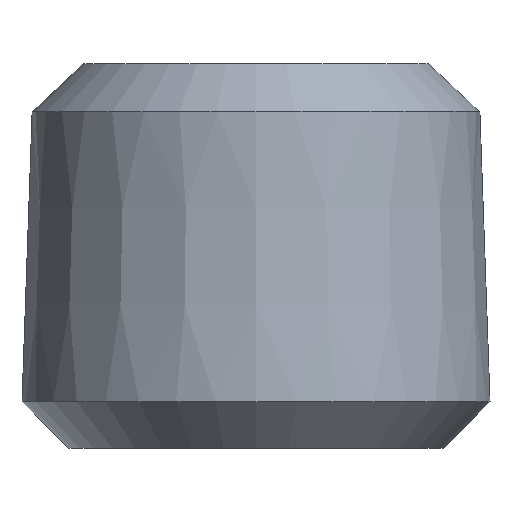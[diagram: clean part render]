
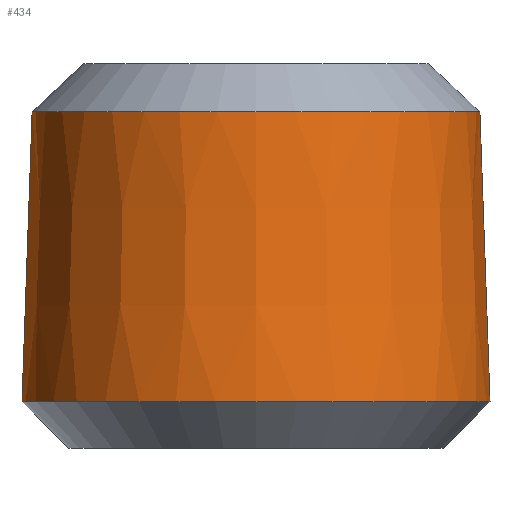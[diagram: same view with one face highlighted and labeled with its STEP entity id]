
A CAD part, front view. The second image highlights one B-rep face of the part: STEP entity #434.
In plain terms, the highlighted conical face has half-angle 2 degrees and reference radius 4.9 mm.
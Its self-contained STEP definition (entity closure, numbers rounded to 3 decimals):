
#18 = DIRECTION ( 'NONE',  ( 0., 0., 1. ) ) ;
#57 = CARTESIAN_POINT ( 'NONE',  ( -4.9, 0., 0. ) ) ;
#63 = VERTEX_POINT ( 'NONE', #265 ) ;
#84 = VERTEX_POINT ( 'NONE', #356 ) ;
#96 = CIRCLE ( 'NONE', #485, 4.866 ) ;
#116 = VERTEX_POINT ( 'NONE', #591 ) ;
#146 = DIRECTION ( 'NONE',  ( 0., 0., -1. ) ) ;
#168 = VECTOR ( 'NONE', #319, 1000. ) ;
#176 = ORIENTED_EDGE ( 'NONE', *, *, #313, .T. ) ;
#211 = EDGE_CURVE ( 'NONE', #84, #63, #269, .T. ) ;
#213 = LINE ( 'NONE', #237, #168 ) ;
#236 = CARTESIAN_POINT ( 'NONE',  ( 0., 0., 7.001 ) ) ;
#237 = CARTESIAN_POINT ( 'NONE',  ( 4.9, 0., 0. ) ) ;
#242 = CONICAL_SURFACE ( 'NONE', #482, 4.9, 0.035 ) ;
#243 = EDGE_LOOP ( 'NONE', ( #296, #358, #176, #463 ) ) ;
#246 = CARTESIAN_POINT ( 'NONE',  ( 4.656, 0., 7.001 ) ) ;
#248 = EDGE_CURVE ( 'NONE', #312, #116, #213, .T. ) ;
#265 = CARTESIAN_POINT ( 'NONE',  ( -4.866, 0., 0.966 ) ) ;
#269 = LINE ( 'NONE', #57, #348 ) ;
#296 = ORIENTED_EDGE ( 'NONE', *, *, #495, .T. ) ;
#312 = VERTEX_POINT ( 'NONE', #246 ) ;
#313 = EDGE_CURVE ( 'NONE', #63, #116, #96, .T. ) ;
#319 = DIRECTION ( 'NONE',  ( 0.035, 0., -0.999 ) ) ;
#323 = CARTESIAN_POINT ( 'NONE',  ( 0., 0., 0.966 ) ) ;
#330 = DIRECTION ( 'NONE',  ( 1., 0., 0. ) ) ;
#348 = VECTOR ( 'NONE', #364, 1000. ) ;
#356 = CARTESIAN_POINT ( 'NONE',  ( -4.656, 0., 7.001 ) ) ;
#358 = ORIENTED_EDGE ( 'NONE', *, *, #211, .T. ) ;
#364 = DIRECTION ( 'NONE',  ( -0.035, 0., -0.999 ) ) ;
#375 = AXIS2_PLACEMENT_3D ( 'NONE', #236, #146, #418 ) ;
#418 = DIRECTION ( 'NONE',  ( -1., 0., 0. ) ) ;
#434 = ADVANCED_FACE ( 'NONE', ( #499 ), #242, .T. ) ;
#438 = DIRECTION ( 'NONE',  ( 0., 0., -1. ) ) ;
#445 = CIRCLE ( 'NONE', #375, 4.656 ) ;
#463 = ORIENTED_EDGE ( 'NONE', *, *, #248, .F. ) ;
#482 = AXIS2_PLACEMENT_3D ( 'NONE', #533, #438, #577 ) ;
#485 = AXIS2_PLACEMENT_3D ( 'NONE', #323, #18, #330 ) ;
#495 = EDGE_CURVE ( 'NONE', #312, #84, #445, .T. ) ;
#499 = FACE_OUTER_BOUND ( 'NONE', #243, .T. ) ;
#533 = CARTESIAN_POINT ( 'NONE',  ( 0., 0., 0. ) ) ;
#577 = DIRECTION ( 'NONE',  ( 1., 0., 0. ) ) ;
#591 = CARTESIAN_POINT ( 'NONE',  ( 4.866, 0., 0.966 ) ) ;
